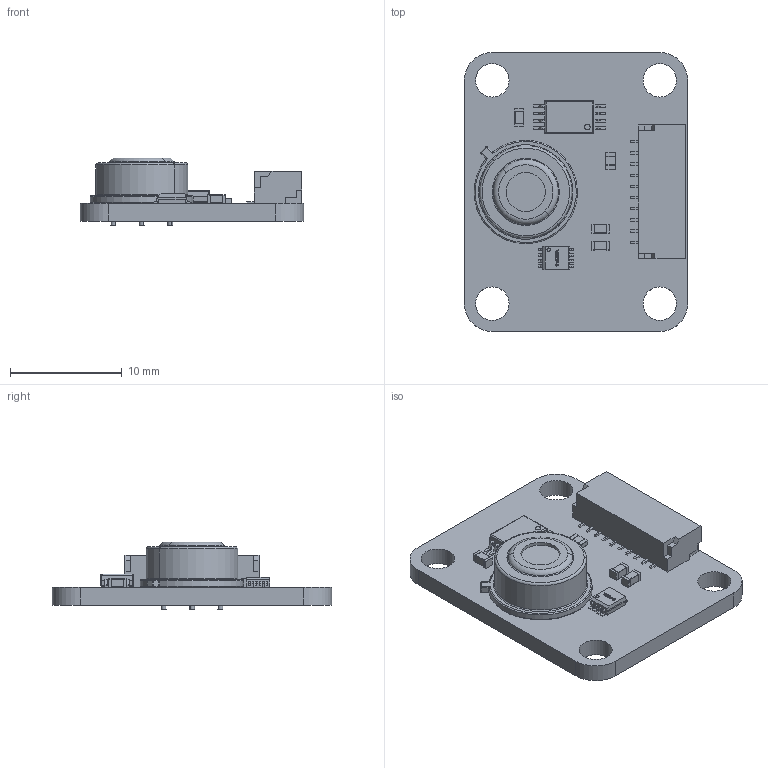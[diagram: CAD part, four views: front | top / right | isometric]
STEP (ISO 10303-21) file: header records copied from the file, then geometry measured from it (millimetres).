
FILE_DESCRIPTION(('FreeCAD Model'),'2;1');
FILE_NAME('temperature-ir.step', '2017-08-04T15:11:18',('kicad StepUp'),('ksu MCAD'), 'Open CASCADE STEP processor 6.8','FreeCAD','Unknown');
FILE_SCHEMA(('AUTOMOTIVE_DESIGN_CC2 { 1 2 10303 214 -1 1 5 4 }'));
Length unit declared in the file: millimetre
Products named in the file (9): Pcb; R_0603_; C_0603_; C_0603_001; C_0603_002; TSSOP-8_; VSSOP-8_; SM10B-SRSS_; MLX90614-TemperatureIR_
Bounding box: 20 x 25 x 6.05 mm (x, y, z)
Volume: 1060.5 mm3; surface area: 1783.6 mm2
Topology: 9 solids, 9 shells, 725 faces, 1902 edges, 1220 vertices
Faces by surface type: plane 458, cylinder 172, bspline 65, torus 18, sphere 12
Full cylindrical faces by diameter (mm): 0.5 x4, 3 x4
Entity records: 30468 total; most frequent: CARTESIAN_POINT 7749, ORIENTED_EDGE 3772, DIRECTION 3442, EDGE_CURVE 1886, LINE 1384, VECTOR 1384, VERTEX_POINT 1220, AXIS2_PLACEMENT_3D 1029
